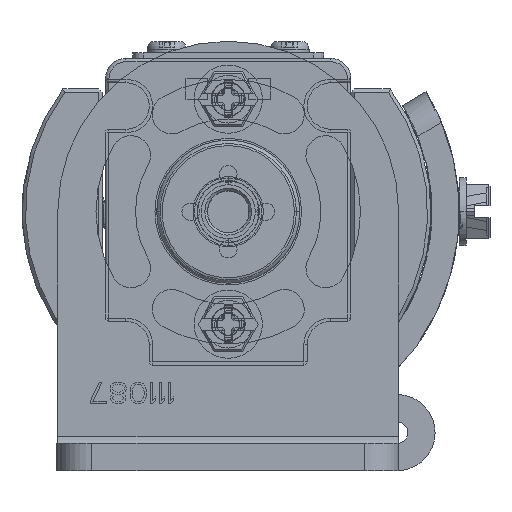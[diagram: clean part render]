
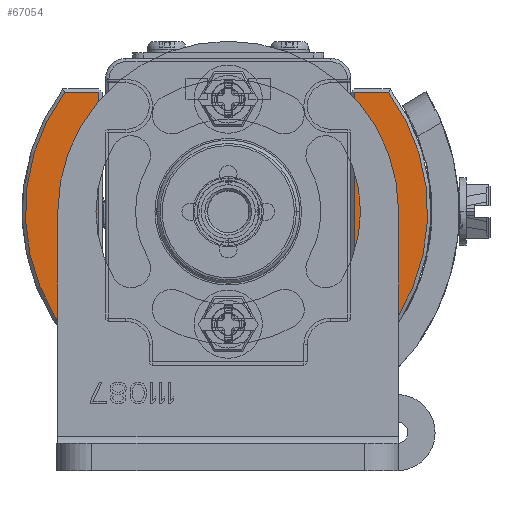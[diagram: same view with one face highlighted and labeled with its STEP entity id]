
A CAD part, front view. The second image highlights one B-rep face of the part: STEP entity #67054.
In plain terms, the highlighted face is planar.
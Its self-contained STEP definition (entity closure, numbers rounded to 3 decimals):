
#66039=DIRECTION('',(1.,0.,0.));
#66040=VECTOR('',#66039,37.);
#66041=CARTESIAN_POINT('',(-19.5,-18.75,-10.));
#66042=LINE('',#66041,#66040);
#66059=DIRECTION('',(0.,-1.,0.));
#66060=VECTOR('',#66059,4.999);
#66061=CARTESIAN_POINT('',(17.5,-18.75,-10.));
#66062=LINE('',#66061,#66060);
#66077=CARTESIAN_POINT('',(0.,0.,-10.));
#66078=DIRECTION('',(0.,0.,-1.));
#66079=DIRECTION('',(0.593,-0.805,0.));
#66080=AXIS2_PLACEMENT_3D('',#66077,#66078,#66079);
#66700=CARTESIAN_POINT('',(-19.5,15.25,-10.));
#66701=DIRECTION('',(0.,0.,1.));
#66702=DIRECTION('',(0.,1.,0.));
#66703=AXIS2_PLACEMENT_3D('',#66700,#66701,#66702);
#66705=DIRECTION('',(-1.,0.,0.));
#66706=VECTOR('',#66705,37.);
#66707=CARTESIAN_POINT('',(17.5,18.75,-10.));
#66708=LINE('',#66707,#66706);
#66721=DIRECTION('',(0.,-1.,0.));
#66722=VECTOR('',#66721,4.999);
#66723=CARTESIAN_POINT('',(17.5,23.749,-10.));
#66724=LINE('',#66723,#66722);
#66738=DIRECTION('',(0.,-1.,0.));
#66739=VECTOR('',#66738,30.5);
#66740=CARTESIAN_POINT('',(-23.,15.25,-10.));
#66741=LINE('',#66740,#66739);
#66759=CARTESIAN_POINT('',(-19.5,-15.25,-10.));
#66760=DIRECTION('',(0.,0.,1.));
#66761=DIRECTION('',(-1.,0.,0.));
#66762=AXIS2_PLACEMENT_3D('',#66759,#66760,#66761);
#66859=CARTESIAN_POINT('',(17.5,-23.749,-10.));
#66860=CARTESIAN_POINT('',(17.5,23.749,-10.));
#66861=VERTEX_POINT('',#66859);
#66862=VERTEX_POINT('',#66860);
#66863=CARTESIAN_POINT('',(17.5,18.75,-10.));
#66864=VERTEX_POINT('',#66863);
#66867=CARTESIAN_POINT('',(17.5,-18.75,-10.));
#66868=VERTEX_POINT('',#66867);
#67015=CARTESIAN_POINT('',(-19.5,18.75,-10.));
#67016=VERTEX_POINT('',#67015);
#67021=CARTESIAN_POINT('',(-23.,15.25,-10.));
#67022=VERTEX_POINT('',#67021);
#67023=CARTESIAN_POINT('',(-23.,-15.25,-10.));
#67024=VERTEX_POINT('',#67023);
#67029=CARTESIAN_POINT('',(-19.5,-18.75,-10.));
#67030=VERTEX_POINT('',#67029);
#67031=CARTESIAN_POINT('',(0.,0.,-10.));
#67032=DIRECTION('',(0.,0.,1.));
#67033=DIRECTION('',(1.,0.,0.));
#67034=AXIS2_PLACEMENT_3D('',#67031,#67032,#67033);
#67035=PLANE('',#67034);
#67037=ORIENTED_EDGE('',*,*,#67036,.F.);
#67039=ORIENTED_EDGE('',*,*,#67038,.F.);
#67041=ORIENTED_EDGE('',*,*,#67040,.F.);
#67043=ORIENTED_EDGE('',*,*,#67042,.F.);
#67045=ORIENTED_EDGE('',*,*,#67044,.F.);
#67047=ORIENTED_EDGE('',*,*,#67046,.F.);
#67049=ORIENTED_EDGE('',*,*,#67048,.F.);
#67051=ORIENTED_EDGE('',*,*,#67050,.F.);
#67052=EDGE_LOOP('',(#67037,#67039,#67041,#67043,#67045,#67047,#67049,#67051));
#67053=FACE_OUTER_BOUND('',#67052,.F.);
#67054=ADVANCED_FACE('',(#67053),#67035,.F.);
#66081=CIRCLE('',#66080,29.5);
#66704=CIRCLE('',#66703,3.5);
#66763=CIRCLE('',#66762,3.5);
#67036=EDGE_CURVE('',#67030,#66868,#66042,.T.);
#67038=EDGE_CURVE('',#67024,#67030,#66763,.T.);
#67040=EDGE_CURVE('',#67022,#67024,#66741,.T.);
#67042=EDGE_CURVE('',#67016,#67022,#66704,.T.);
#67044=EDGE_CURVE('',#66864,#67016,#66708,.T.);
#67046=EDGE_CURVE('',#66862,#66864,#66724,.T.);
#67048=EDGE_CURVE('',#66861,#66862,#66081,.T.);
#67050=EDGE_CURVE('',#66868,#66861,#66062,.T.);
